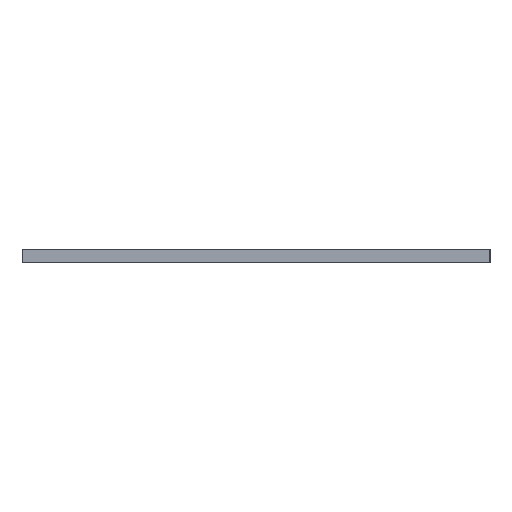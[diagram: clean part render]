
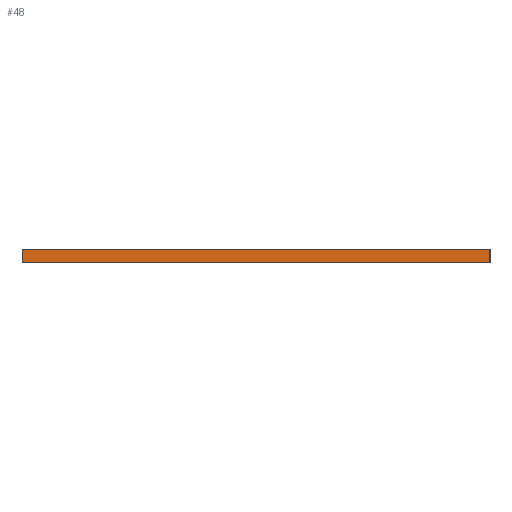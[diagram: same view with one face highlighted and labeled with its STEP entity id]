
A CAD part, left-side view. The second image highlights one B-rep face of the part: STEP entity #48.
In plain terms, the highlighted planar face has unit normal (-1, 0, 0).
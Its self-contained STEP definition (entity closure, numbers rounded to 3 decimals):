
#9 = LINE ( 'NONE', #370, #319 ) ;
#39 = VERTEX_POINT ( 'NONE', #546 ) ;
#48 = ADVANCED_FACE ( 'NONE', ( #811 ), #423, .F. ) ;
#85 = LINE ( 'NONE', #276, #408 ) ;
#151 = CARTESIAN_POINT ( 'NONE',  ( 0., -3., 0. ) ) ;
#162 = CARTESIAN_POINT ( 'NONE',  ( 0., -3., 3. ) ) ;
#172 = ORIENTED_EDGE ( 'NONE', *, *, #799, .F. ) ;
#206 = AXIS2_PLACEMENT_3D ( 'NONE', #561, #507, #453 ) ;
#237 = DIRECTION ( 'NONE',  ( 0., 0., -1. ) ) ;
#260 = VERTEX_POINT ( 'NONE', #162 ) ;
#276 = CARTESIAN_POINT ( 'NONE',  ( 0., 0., 0. ) ) ;
#298 = DIRECTION ( 'NONE',  ( 0., -1., 0. ) ) ;
#299 = LINE ( 'NONE', #756, #400 ) ;
#319 = VECTOR ( 'NONE', #237, 1000. ) ;
#328 = EDGE_CURVE ( 'NONE', #679, #260, #299, .T. ) ;
#370 = CARTESIAN_POINT ( 'NONE',  ( 0., 100., 3. ) ) ;
#400 = VECTOR ( 'NONE', #298, 1000. ) ;
#403 = CARTESIAN_POINT ( 'NONE',  ( 0., 100., 3. ) ) ;
#405 = ORIENTED_EDGE ( 'NONE', *, *, #415, .T. ) ;
#408 = VECTOR ( 'NONE', #789, 1000. ) ;
#415 = EDGE_CURVE ( 'NONE', #679, #608, #9, .T. ) ;
#423 = PLANE ( 'NONE',  #206 ) ;
#426 = ORIENTED_EDGE ( 'NONE', *, *, #328, .F. ) ;
#453 = DIRECTION ( 'NONE',  ( 0., 0., -1. ) ) ;
#481 = ORIENTED_EDGE ( 'NONE', *, *, #739, .T. ) ;
#507 = DIRECTION ( 'NONE',  ( 1., 0., 0. ) ) ;
#546 = CARTESIAN_POINT ( 'NONE',  ( 0., -3., 0. ) ) ;
#561 = CARTESIAN_POINT ( 'NONE',  ( 0., 0., 3. ) ) ;
#597 = EDGE_LOOP ( 'NONE', ( #481, #172, #426, #405 ) ) ;
#608 = VERTEX_POINT ( 'NONE', #715 ) ;
#624 = DIRECTION ( 'NONE',  ( 0., 0., -1. ) ) ;
#679 = VERTEX_POINT ( 'NONE', #403 ) ;
#715 = CARTESIAN_POINT ( 'NONE',  ( 0., 100., 0. ) ) ;
#739 = EDGE_CURVE ( 'NONE', #608, #39, #85, .T. ) ;
#751 = VECTOR ( 'NONE', #624, 1000. ) ;
#756 = CARTESIAN_POINT ( 'NONE',  ( 0., 0., 3. ) ) ;
#771 = LINE ( 'NONE', #151, #751 ) ;
#789 = DIRECTION ( 'NONE',  ( 0., -1., 0. ) ) ;
#799 = EDGE_CURVE ( 'NONE', #260, #39, #771, .T. ) ;
#811 = FACE_OUTER_BOUND ( 'NONE', #597, .T. ) ;
